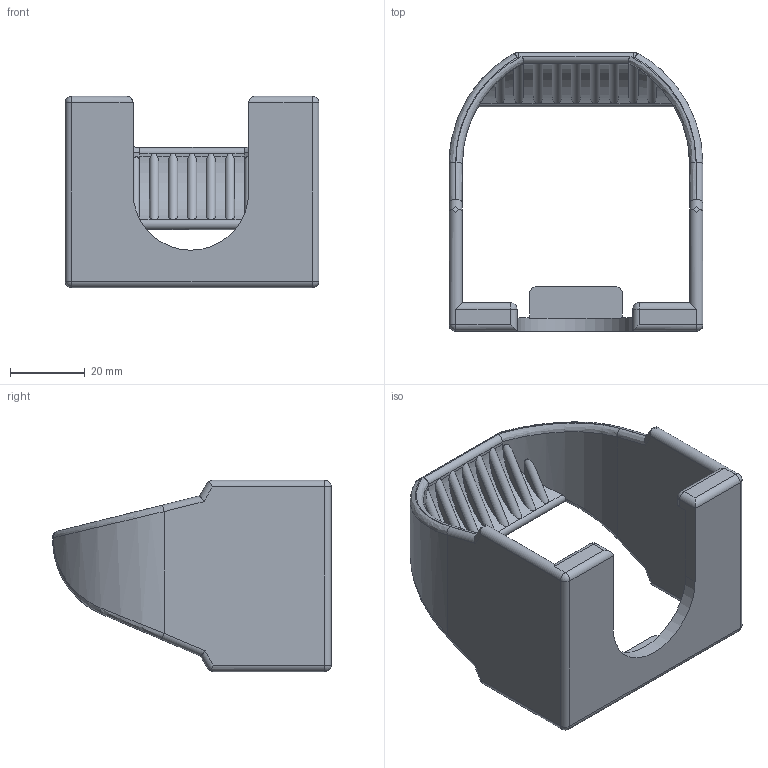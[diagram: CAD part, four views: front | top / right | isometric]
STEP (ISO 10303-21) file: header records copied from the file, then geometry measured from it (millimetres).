
FILE_DESCRIPTION((''),'2;1');
FILE_NAME('155341_SW','2011-02-01T',('banengservice'),('BANNER ENGINEERING'),'PRO/ENGINEER BY PARAMETRIC TECHNOLOGY CORPORATION, 2009141','PRO/ENGINEER BY PARAMETRIC TECHNOLOGY CORPORATION, 2009141','');
FILE_SCHEMA(('CONFIG_CONTROL_DESIGN'));
Length unit declared in the file: inch
Products named in the file (1): 155341_SW
Bounding box: 68.07 x 74.68 x 51.31 mm (x, y, z)
Volume: 32642.5 mm3; surface area: 20437 mm2
Topology: 1 solids, 1 shells, 132 faces, 340 edges, 208 vertices
Faces by surface type: cylinder 58, plane 46, bspline 14, sphere 10, torus 4
Entity records: 5070 total; most frequent: CARTESIAN_POINT 2116, ORIENTED_EDGE 680, DIRECTION 512, EDGE_CURVE 340, VERTEX_POINT 213, AXIS2_PLACEMENT_3D 187, VECTOR 138, LINE 138
